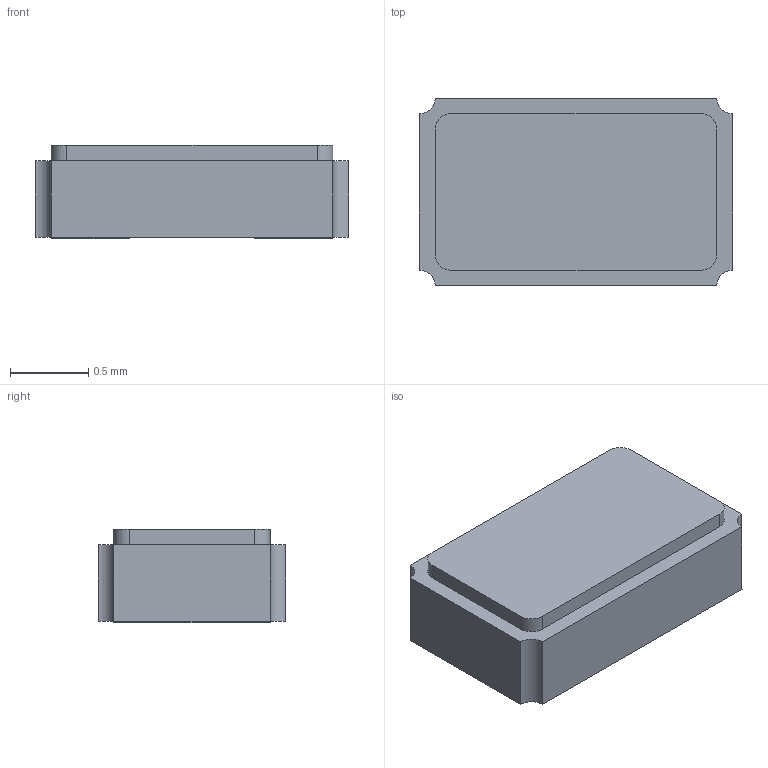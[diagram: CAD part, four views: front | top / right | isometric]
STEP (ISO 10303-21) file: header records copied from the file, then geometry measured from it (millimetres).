
FILE_DESCRIPTION(/* description */ (''),/* implementation_level */ '2;1');
FILE_NAME(/* name */ 'Crystal_SMD_2012-2pin_2.0x1.2mm.step',/* time_stamp */ '2017-03-04T14:51:09-08:00',/* author */ (''),/* organization */ (''),/* preprocessor_version */ 'ST-DEVELOPER v16.5',/* originating_system */ 'Autodesk Translation Framework v5.2.0.2920',/* authorisation */ '');
FILE_SCHEMA (('AUTOMOTIVE_DESIGN { 1 0 10303 214 3 1 1 }'));
Length unit declared in the file: millimetre
Products named in the file (1): Crystal_SMD_2012-2pin_2.0x1.2mm v1
Bounding box: 2 x 1.2 x 0.6 mm (x, y, z)
Volume: 1.3 mm3; surface area: 13.9 mm2
Topology: 4 solids, 4 shells, 33 faces, 75 edges, 50 vertices
Faces by surface type: plane 25, cylinder 8
Entity records: 972 total; most frequent: DIRECTION 159, CARTESIAN_POINT 159, ORIENTED_EDGE 150, EDGE_CURVE 75, LINE 59, VECTOR 59, VERTEX_POINT 50, AXIS2_PLACEMENT_3D 50
